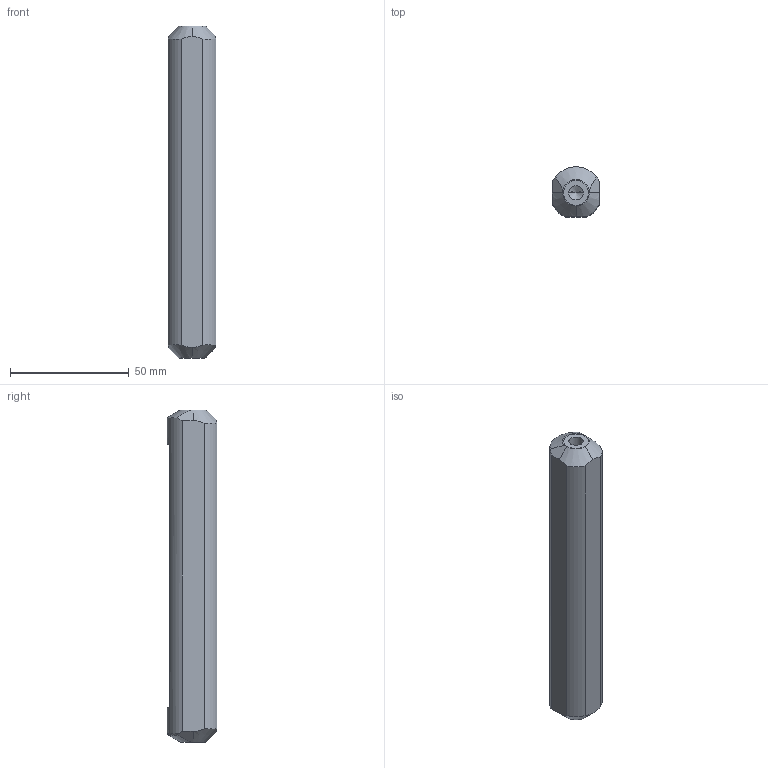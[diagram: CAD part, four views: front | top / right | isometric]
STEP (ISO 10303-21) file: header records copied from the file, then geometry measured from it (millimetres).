
FILE_DESCRIPTION(/* description */ (''),/* implementation_level */ '2;1');
FILE_NAME(/* name */ '1646711098951.stp',/* time_stamp */ '2022-03-08T09:15:09+06:00',/* author */ (''),/* organization */ ('SMS'),/* preprocessor_version */ 'ST-DEVELOPER v16.7',/* originating_system */ 'SIEMENS PLM Software NX 12.0',/* authorisation */ '');
FILE_SCHEMA (('AUTOMOTIVE_DESIGN { 1 0 10303 214 3 1 1 1 }'));
Length unit declared in the file: millimetre
Products named in the file (1): 204014156mod000_00
Bounding box: 20 x 20.99 x 140 mm (x, y, z)
Volume: 46899 mm3; surface area: 10961.7 mm2
Topology: 1 solids, 1 shells, 33 faces, 89 edges, 62 vertices
Faces by surface type: plane 12, cone 11, torus 5, cylinder 5
Full cylindrical faces by diameter (mm): 6.014 x2
Entity records: 1246 total; most frequent: CARTESIAN_POINT 318, ORIENTED_EDGE 182, DIRECTION 177, EDGE_CURVE 91, AXIS2_PLACEMENT_3D 71, VERTEX_POINT 67, EDGE_LOOP 40, LINE 35
